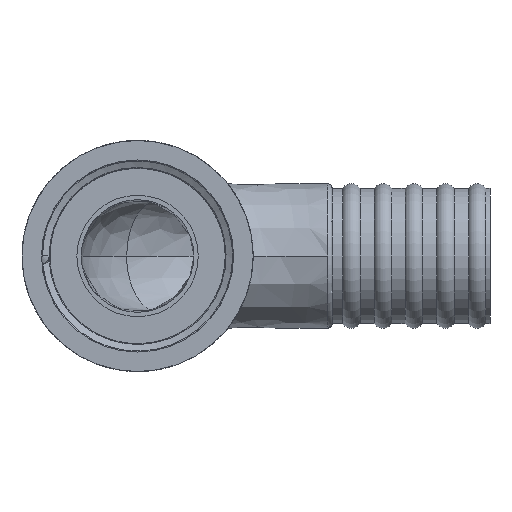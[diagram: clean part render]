
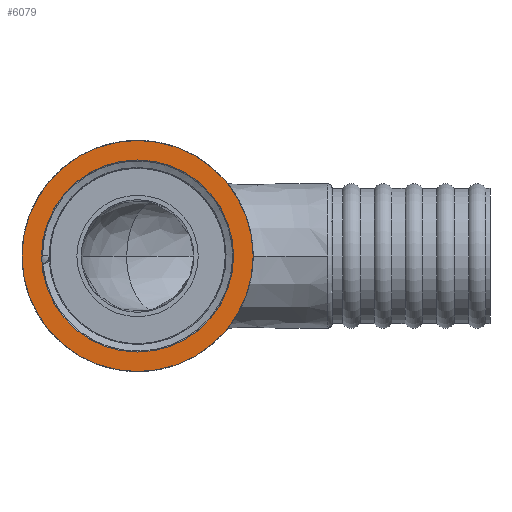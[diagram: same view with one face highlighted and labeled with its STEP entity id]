
A CAD part, front view. The second image highlights one B-rep face of the part: STEP entity #6079.
In plain terms, the highlighted face is planar.
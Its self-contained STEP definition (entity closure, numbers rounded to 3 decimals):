
#591 = FACE_OUTER_BOUND ( 'NONE', #2594, .T. ) ;
#1434 = AXIS2_PLACEMENT_3D ( 'NONE', #3428, #3429, #3430 ) ;
#1451 = CIRCLE ( 'NONE', #1434, 20. ) ;
#1465 = AXIS2_PLACEMENT_3D ( 'NONE', #3421, #3422, #3423 ) ;
#1559 = CIRCLE ( 'NONE', #1599, 16.625 ) ;
#1599 = AXIS2_PLACEMENT_3D ( 'NONE', #12033, #12034, #12035 ) ;
#1618 = CIRCLE ( 'NONE', #1619, 16.625 ) ;
#1619 = AXIS2_PLACEMENT_3D ( 'NONE', #7635, #7636, #7637 ) ;
#1883 = CIRCLE ( 'NONE', #1884, 20. ) ;
#1884 = AXIS2_PLACEMENT_3D ( 'NONE', #10491, #10492, #10493 ) ;
#2214 = VERTEX_POINT ( 'NONE', #5358 ) ;
#2268 = VERTEX_POINT ( 'NONE', #5412 ) ;
#2269 = VERTEX_POINT ( 'NONE', #5413 ) ;
#2274 = VERTEX_POINT ( 'NONE', #5418 ) ;
#2313 = EDGE_LOOP ( 'NONE', ( #2860, #2858 ) ) ;
#2594 = EDGE_LOOP ( 'NONE', ( #2861, #2857 ) ) ;
#2857 = ORIENTED_EDGE ( 'NONE', *, *, #12105, .F. ) ;
#2858 = ORIENTED_EDGE ( 'NONE', *, *, #10944, .T. ) ;
#2860 = ORIENTED_EDGE ( 'NONE', *, *, #10989, .T. ) ;
#2861 = ORIENTED_EDGE ( 'NONE', *, *, #6080, .F. ) ;
#3420 = PLANE ( 'NONE',  #1465 ) ;
#3421 = CARTESIAN_POINT ( 'NONE',  ( -7.5, 20., 0. ) ) ;
#3422 = DIRECTION ( 'NONE',  ( -1., 0., 0. ) ) ;
#3423 = DIRECTION ( 'NONE',  ( 0., 0., 1. ) ) ;
#3428 = CARTESIAN_POINT ( 'NONE',  ( -7.5, 0., 0. ) ) ;
#3429 = DIRECTION ( 'NONE',  ( 1., 0., 0. ) ) ;
#3430 = DIRECTION ( 'NONE',  ( 0., 0., -1. ) ) ;
#5357 = FACE_BOUND ( 'NONE', #2313, .T. ) ;
#5358 = CARTESIAN_POINT ( 'NONE',  ( -7.5, 0., 16.625 ) ) ;
#5412 = CARTESIAN_POINT ( 'NONE',  ( -7.5, 0., 20. ) ) ;
#5413 = CARTESIAN_POINT ( 'NONE',  ( -7.5, 0., -16.625 ) ) ;
#5418 = CARTESIAN_POINT ( 'NONE',  ( -7.5, 0., -20. ) ) ;
#6079 = ADVANCED_FACE ( 'NONE', ( #5357, #591 ), #3420, .T. ) ;
#6080 = EDGE_CURVE ( 'NONE', #2274, #2268, #1451, .T. ) ;
#7635 = CARTESIAN_POINT ( 'NONE',  ( -7.5, 0., 0. ) ) ;
#7636 = DIRECTION ( 'NONE',  ( 1., 0., 0. ) ) ;
#7637 = DIRECTION ( 'NONE',  ( 0., 0., -1. ) ) ;
#10491 = CARTESIAN_POINT ( 'NONE',  ( -7.5, 0., 0. ) ) ;
#10492 = DIRECTION ( 'NONE',  ( 1., 0., 0. ) ) ;
#10493 = DIRECTION ( 'NONE',  ( 0., 0., -1. ) ) ;
#10944 = EDGE_CURVE ( 'NONE', #2214, #2269, #1559, .T. ) ;
#10989 = EDGE_CURVE ( 'NONE', #2269, #2214, #1618, .T. ) ;
#12033 = CARTESIAN_POINT ( 'NONE',  ( -7.5, 0., 0. ) ) ;
#12034 = DIRECTION ( 'NONE',  ( 1., 0., 0. ) ) ;
#12035 = DIRECTION ( 'NONE',  ( 0., 0., -1. ) ) ;
#12105 = EDGE_CURVE ( 'NONE', #2268, #2274, #1883, .T. ) ;
